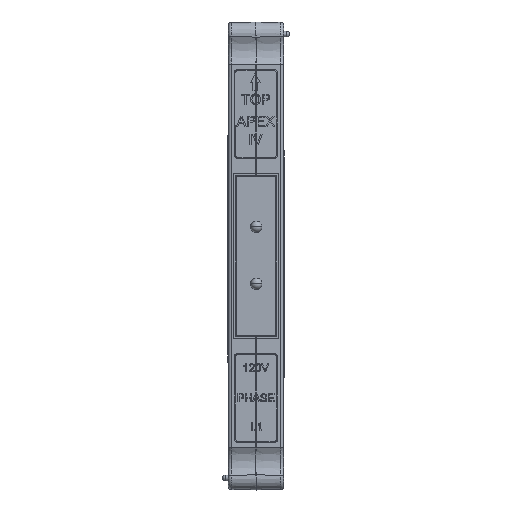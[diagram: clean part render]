
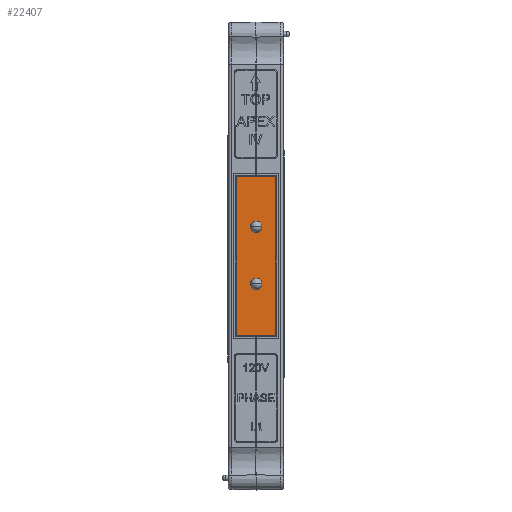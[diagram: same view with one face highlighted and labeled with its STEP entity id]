
A CAD part, top view. The second image highlights one B-rep face of the part: STEP entity #22407.
In plain terms, the highlighted planar face has unit normal (0, 0, 1).
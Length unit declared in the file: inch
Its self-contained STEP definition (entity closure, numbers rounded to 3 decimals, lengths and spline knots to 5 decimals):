
#503 = EDGE_CURVE ( 'NONE', #46663, #12539, #36968, .T. ) ;
#1556 = CIRCLE ( 'NONE', #23514, 0.1 ) ;
#2184 = DIRECTION ( 'NONE',  ( -1., 0., 0. ) ) ;
#2638 = EDGE_CURVE ( 'NONE', #20319, #27256, #40600, .T. ) ;
#3308 = CARTESIAN_POINT ( 'NONE',  ( -1.68475, 1.53222, 0.04 ) ) ;
#4246 = ORIENTED_EDGE ( 'NONE', *, *, #2638, .T. ) ;
#4308 = AXIS2_PLACEMENT_3D ( 'NONE', #19084, #23408, #2184 ) ;
#4399 = VECTOR ( 'NONE', #13022, 39.37008 ) ;
#5479 = VECTOR ( 'NONE', #39343, 39.37008 ) ;
#5654 = EDGE_LOOP ( 'NONE', ( #33604, #22896, #4246, #31859 ) ) ;
#7058 = FACE_BOUND ( 'NONE', #29112, .T. ) ;
#10451 = PLANE ( 'NONE',  #42974 ) ;
#11466 = CARTESIAN_POINT ( 'NONE',  ( -1.18975, 0.6032, 0.04 ) ) ;
#12539 = VERTEX_POINT ( 'NONE', #22627 ) ;
#13022 = DIRECTION ( 'NONE',  ( 0., 1., 0. ) ) ;
#13187 = VERTEX_POINT ( 'NONE', #53599 ) ;
#13561 = FACE_BOUND ( 'NONE', #36107, .T. ) ;
#13992 = DIRECTION ( 'NONE',  ( 0., -1., 0. ) ) ;
#14141 = CARTESIAN_POINT ( 'NONE',  ( -1.28975, -0.3968, 0.04 ) ) ;
#14502 = CARTESIAN_POINT ( 'NONE',  ( -1.28975, 0.6032, 0.04 ) ) ;
#14756 = VERTEX_POINT ( 'NONE', #3308 ) ;
#15155 = CARTESIAN_POINT ( 'NONE',  ( -1.68475, 1.53222, 0.04 ) ) ;
#15163 = EDGE_CURVE ( 'NONE', #14756, #27256, #38476, .T. ) ;
#16942 = VERTEX_POINT ( 'NONE', #34195 ) ;
#18674 = DIRECTION ( 'NONE',  ( 0., 0., -1. ) ) ;
#19039 = CARTESIAN_POINT ( 'NONE',  ( -1.68475, -1.35778, 0.04 ) ) ;
#19084 = CARTESIAN_POINT ( 'NONE',  ( -1.28975, -0.3968, 0.04 ) ) ;
#20319 = VERTEX_POINT ( 'NONE', #51263 ) ;
#20495 = VERTEX_POINT ( 'NONE', #11466 ) ;
#22407 = ADVANCED_FACE ( 'NONE', ( #39418, #13561, #7058 ), #10451, .F. ) ;
#22450 = CARTESIAN_POINT ( 'NONE',  ( -1.18975, -0.3968, 0.04 ) ) ;
#22627 = CARTESIAN_POINT ( 'NONE',  ( -1.38975, -0.3968, 0.04 ) ) ;
#22673 = VECTOR ( 'NONE', #32661, 39.37008 ) ;
#22896 = ORIENTED_EDGE ( 'NONE', *, *, #41338, .F. ) ;
#23008 = DIRECTION ( 'NONE',  ( -1., 0., 0. ) ) ;
#23408 = DIRECTION ( 'NONE',  ( 0., 0., -1. ) ) ;
#23514 = AXIS2_PLACEMENT_3D ( 'NONE', #14502, #51760, #43075 ) ;
#26324 = CIRCLE ( 'NONE', #41300, 0.1 ) ;
#27157 = EDGE_CURVE ( 'NONE', #12539, #46663, #26324, .T. ) ;
#27256 = VERTEX_POINT ( 'NONE', #40298 ) ;
#28084 = DIRECTION ( 'NONE',  ( 1., 0., 0. ) ) ;
#28276 = CIRCLE ( 'NONE', #45417, 0.1 ) ;
#28496 = CARTESIAN_POINT ( 'NONE',  ( -0.89475, -1.35778, 0.04 ) ) ;
#29112 = EDGE_LOOP ( 'NONE', ( #41876, #48733 ) ) ;
#31859 = ORIENTED_EDGE ( 'NONE', *, *, #15163, .F. ) ;
#32364 = EDGE_CURVE ( 'NONE', #20495, #16942, #1556, .T. ) ;
#32611 = CARTESIAN_POINT ( 'NONE',  ( -1.28975, 0.6032, 0.04 ) ) ;
#32661 = DIRECTION ( 'NONE',  ( -1., 0., 0. ) ) ;
#33160 = VECTOR ( 'NONE', #13992, 39.37008 ) ;
#33604 = ORIENTED_EDGE ( 'NONE', *, *, #43821, .T. ) ;
#33638 = LINE ( 'NONE', #28496, #22673 ) ;
#34195 = CARTESIAN_POINT ( 'NONE',  ( -1.38975, 0.6032, 0.04 ) ) ;
#35078 = DIRECTION ( 'NONE',  ( 0., 0., -1. ) ) ;
#35731 = ORIENTED_EDGE ( 'NONE', *, *, #32364, .F. ) ;
#36107 = EDGE_LOOP ( 'NONE', ( #35731, #39818 ) ) ;
#36968 = CIRCLE ( 'NONE', #4308, 0.1 ) ;
#38476 = LINE ( 'NONE', #15155, #5479 ) ;
#39078 = CARTESIAN_POINT ( 'NONE',  ( -1.68475, 1.53222, 0.04 ) ) ;
#39343 = DIRECTION ( 'NONE',  ( 1., 0., 0. ) ) ;
#39418 = FACE_OUTER_BOUND ( 'NONE', #5654, .T. ) ;
#39818 = ORIENTED_EDGE ( 'NONE', *, *, #42769, .F. ) ;
#40298 = CARTESIAN_POINT ( 'NONE',  ( -0.89475, 1.53222, 0.04 ) ) ;
#40600 = LINE ( 'NONE', #46092, #4399 ) ;
#41300 = AXIS2_PLACEMENT_3D ( 'NONE', #14141, #35078, #23008 ) ;
#41338 = EDGE_CURVE ( 'NONE', #20319, #13187, #33638, .T. ) ;
#41876 = ORIENTED_EDGE ( 'NONE', *, *, #503, .T. ) ;
#42769 = EDGE_CURVE ( 'NONE', #16942, #20495, #28276, .T. ) ;
#42974 = AXIS2_PLACEMENT_3D ( 'NONE', #19039, #18674, #43758 ) ;
#43075 = DIRECTION ( 'NONE',  ( 1., 0., 0. ) ) ;
#43758 = DIRECTION ( 'NONE',  ( -1., 0., 0. ) ) ;
#43821 = EDGE_CURVE ( 'NONE', #14756, #13187, #51282, .T. ) ;
#44891 = DIRECTION ( 'NONE',  ( 0., 0., 1. ) ) ;
#45417 = AXIS2_PLACEMENT_3D ( 'NONE', #32611, #44891, #28084 ) ;
#46092 = CARTESIAN_POINT ( 'NONE',  ( -0.89475, -1.35778, 0.04 ) ) ;
#46663 = VERTEX_POINT ( 'NONE', #22450 ) ;
#48733 = ORIENTED_EDGE ( 'NONE', *, *, #27157, .T. ) ;
#51263 = CARTESIAN_POINT ( 'NONE',  ( -0.89475, -1.35778, 0.04 ) ) ;
#51282 = LINE ( 'NONE', #39078, #33160 ) ;
#51760 = DIRECTION ( 'NONE',  ( 0., 0., 1. ) ) ;
#53599 = CARTESIAN_POINT ( 'NONE',  ( -1.68475, -1.35778, 0.04 ) ) ;
